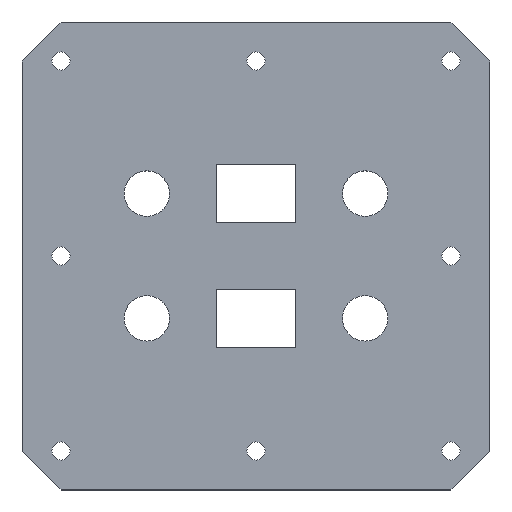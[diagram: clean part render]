
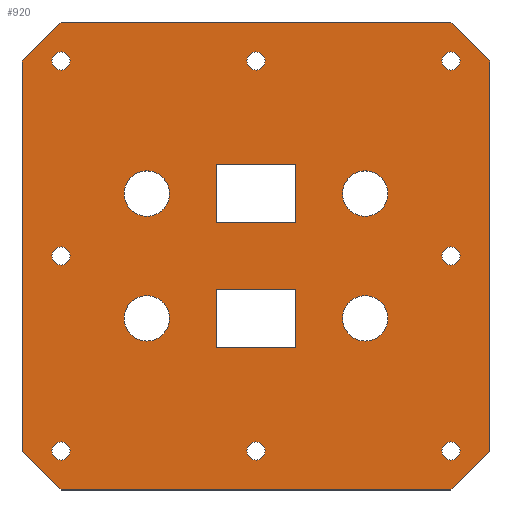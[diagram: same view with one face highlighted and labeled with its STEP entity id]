
A CAD part, top view. The second image highlights one B-rep face of the part: STEP entity #920.
In plain terms, the highlighted planar face has unit normal (0, 0, 1).
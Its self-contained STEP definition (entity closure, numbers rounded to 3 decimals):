
#33 = VERTEX_POINT('',#34);
#34 = CARTESIAN_POINT('',(-31.75,38.1,0.));
#51 = VERTEX_POINT('',#52);
#52 = CARTESIAN_POINT('',(31.75,38.1,0.));
#58 = EDGE_CURVE('',#33,#51,#59,.T.);
#59 = LINE('',#60,#61);
#60 = CARTESIAN_POINT('',(-31.75,38.1,0.));
#61 = VECTOR('',#62,1.);
#62 = DIRECTION('',(1.,0.,0.));
#82 = VERTEX_POINT('',#83);
#83 = CARTESIAN_POINT('',(38.1,31.75,0.));
#89 = EDGE_CURVE('',#51,#82,#90,.T.);
#90 = LINE('',#91,#92);
#91 = CARTESIAN_POINT('',(31.75,38.1,0.));
#92 = VECTOR('',#93,1.);
#93 = DIRECTION('',(0.707,-0.707,0.));
#113 = VERTEX_POINT('',#114);
#114 = CARTESIAN_POINT('',(38.1,-31.75,0.));
#120 = EDGE_CURVE('',#82,#113,#121,.T.);
#121 = LINE('',#122,#123);
#122 = CARTESIAN_POINT('',(38.1,31.75,0.));
#123 = VECTOR('',#124,1.);
#124 = DIRECTION('',(0.,-1.,0.));
#144 = VERTEX_POINT('',#145);
#145 = CARTESIAN_POINT('',(31.75,-38.1,0.));
#151 = EDGE_CURVE('',#113,#144,#152,.T.);
#152 = LINE('',#153,#154);
#153 = CARTESIAN_POINT('',(38.1,-31.75,0.));
#154 = VECTOR('',#155,1.);
#155 = DIRECTION('',(-0.707,-0.707,0.));
#175 = VERTEX_POINT('',#176);
#176 = CARTESIAN_POINT('',(-31.75,-38.1,0.));
#182 = EDGE_CURVE('',#144,#175,#183,.T.);
#183 = LINE('',#184,#185);
#184 = CARTESIAN_POINT('',(31.75,-38.1,0.));
#185 = VECTOR('',#186,1.);
#186 = DIRECTION('',(-1.,0.,0.));
#206 = VERTEX_POINT('',#207);
#207 = CARTESIAN_POINT('',(-38.1,-31.75,0.));
#213 = EDGE_CURVE('',#175,#206,#214,.T.);
#214 = LINE('',#215,#216);
#215 = CARTESIAN_POINT('',(-31.75,-38.1,0.));
#216 = VECTOR('',#217,1.);
#217 = DIRECTION('',(-0.707,0.707,0.));
#237 = VERTEX_POINT('',#238);
#238 = CARTESIAN_POINT('',(-38.1,31.75,0.));
#244 = EDGE_CURVE('',#206,#237,#245,.T.);
#245 = LINE('',#246,#247);
#246 = CARTESIAN_POINT('',(-38.1,-31.75,0.));
#247 = VECTOR('',#248,1.);
#248 = DIRECTION('',(0.,1.,0.));
#266 = EDGE_CURVE('',#237,#33,#267,.T.);
#267 = LINE('',#268,#269);
#268 = CARTESIAN_POINT('',(-38.1,31.75,0.));
#269 = VECTOR('',#270,1.);
#270 = DIRECTION('',(0.707,0.707,0.));
#281 = VERTEX_POINT('',#282);
#282 = CARTESIAN_POINT('',(33.223,31.75,0.));
#298 = EDGE_CURVE('',#281,#281,#299,.T.);
#299 = CIRCLE('',#300,1.473);
#300 = AXIS2_PLACEMENT_3D('',#301,#302,#303);
#301 = CARTESIAN_POINT('',(31.75,31.75,0.));
#302 = DIRECTION('',(0.,0.,-1.));
#303 = DIRECTION('',(1.,0.,0.));
#314 = VERTEX_POINT('',#315);
#315 = CARTESIAN_POINT('',(-30.277,31.75,0.));
#331 = EDGE_CURVE('',#314,#314,#332,.T.);
#332 = CIRCLE('',#333,1.473);
#333 = AXIS2_PLACEMENT_3D('',#334,#335,#336);
#334 = CARTESIAN_POINT('',(-31.75,31.75,0.));
#335 = DIRECTION('',(0.,0.,-1.));
#336 = DIRECTION('',(1.,0.,0.));
#347 = VERTEX_POINT('',#348);
#348 = CARTESIAN_POINT('',(-14.08,10.16,0.));
#364 = EDGE_CURVE('',#347,#347,#365,.T.);
#365 = CIRCLE('',#366,3.7);
#366 = AXIS2_PLACEMENT_3D('',#367,#368,#369);
#367 = CARTESIAN_POINT('',(-17.78,10.16,0.));
#368 = DIRECTION('',(0.,0.,-1.));
#369 = DIRECTION('',(1.,0.,0.));
#380 = VERTEX_POINT('',#381);
#381 = CARTESIAN_POINT('',(-30.277,0.,0.));
#397 = EDGE_CURVE('',#380,#380,#398,.T.);
#398 = CIRCLE('',#399,1.473);
#399 = AXIS2_PLACEMENT_3D('',#400,#401,#402);
#400 = CARTESIAN_POINT('',(-31.75,0.,0.));
#401 = DIRECTION('',(0.,0.,-1.));
#402 = DIRECTION('',(1.,0.,0.));
#413 = VERTEX_POINT('',#414);
#414 = CARTESIAN_POINT('',(33.223,0.,0.));
#430 = EDGE_CURVE('',#413,#413,#431,.T.);
#431 = CIRCLE('',#432,1.473);
#432 = AXIS2_PLACEMENT_3D('',#433,#434,#435);
#433 = CARTESIAN_POINT('',(31.75,0.,0.));
#434 = DIRECTION('',(0.,0.,-1.));
#435 = DIRECTION('',(1.,0.,0.));
#446 = VERTEX_POINT('',#447);
#447 = CARTESIAN_POINT('',(21.48,10.16,0.));
#463 = EDGE_CURVE('',#446,#446,#464,.T.);
#464 = CIRCLE('',#465,3.7);
#465 = AXIS2_PLACEMENT_3D('',#466,#467,#468);
#466 = CARTESIAN_POINT('',(17.78,10.16,0.));
#467 = DIRECTION('',(0.,0.,-1.));
#468 = DIRECTION('',(1.,0.,0.));
#479 = VERTEX_POINT('',#480);
#480 = CARTESIAN_POINT('',(-14.08,-10.16,0.));
#496 = EDGE_CURVE('',#479,#479,#497,.T.);
#497 = CIRCLE('',#498,3.7);
#498 = AXIS2_PLACEMENT_3D('',#499,#500,#501);
#499 = CARTESIAN_POINT('',(-17.78,-10.16,0.));
#500 = DIRECTION('',(0.,0.,-1.));
#501 = DIRECTION('',(1.,0.,0.));
#512 = VERTEX_POINT('',#513);
#513 = CARTESIAN_POINT('',(33.223,-31.75,0.));
#529 = EDGE_CURVE('',#512,#512,#530,.T.);
#530 = CIRCLE('',#531,1.473);
#531 = AXIS2_PLACEMENT_3D('',#532,#533,#534);
#532 = CARTESIAN_POINT('',(31.75,-31.75,0.));
#533 = DIRECTION('',(0.,0.,-1.));
#534 = DIRECTION('',(1.,0.,0.));
#545 = VERTEX_POINT('',#546);
#546 = CARTESIAN_POINT('',(-30.277,-31.75,0.));
#562 = EDGE_CURVE('',#545,#545,#563,.T.);
#563 = CIRCLE('',#564,1.473);
#564 = AXIS2_PLACEMENT_3D('',#565,#566,#567);
#565 = CARTESIAN_POINT('',(-31.75,-31.75,0.));
#566 = DIRECTION('',(0.,0.,-1.));
#567 = DIRECTION('',(1.,0.,0.));
#578 = VERTEX_POINT('',#579);
#579 = CARTESIAN_POINT('',(21.48,-10.16,0.));
#595 = EDGE_CURVE('',#578,#578,#596,.T.);
#596 = CIRCLE('',#597,3.7);
#597 = AXIS2_PLACEMENT_3D('',#598,#599,#600);
#598 = CARTESIAN_POINT('',(17.78,-10.16,0.));
#599 = DIRECTION('',(0.,0.,-1.));
#600 = DIRECTION('',(1.,0.,0.));
#611 = VERTEX_POINT('',#612);
#612 = CARTESIAN_POINT('',(1.473,31.75,0.));
#628 = EDGE_CURVE('',#611,#611,#629,.T.);
#629 = CIRCLE('',#630,1.473);
#630 = AXIS2_PLACEMENT_3D('',#631,#632,#633);
#631 = CARTESIAN_POINT('',(0.,31.75,0.));
#632 = DIRECTION('',(0.,0.,-1.));
#633 = DIRECTION('',(1.,0.,0.));
#644 = VERTEX_POINT('',#645);
#645 = CARTESIAN_POINT('',(1.473,-31.75,0.));
#661 = EDGE_CURVE('',#644,#644,#662,.T.);
#662 = CIRCLE('',#663,1.473);
#663 = AXIS2_PLACEMENT_3D('',#664,#665,#666);
#664 = CARTESIAN_POINT('',(0.,-31.75,0.));
#665 = DIRECTION('',(0.,0.,-1.));
#666 = DIRECTION('',(1.,0.,0.));
#677 = VERTEX_POINT('',#678);
#678 = CARTESIAN_POINT('',(6.501,5.41,0.));
#695 = VERTEX_POINT('',#696);
#696 = CARTESIAN_POINT('',(-6.501,5.41,0.));
#702 = EDGE_CURVE('',#677,#695,#703,.T.);
#703 = LINE('',#704,#705);
#704 = CARTESIAN_POINT('',(6.501,5.41,0.));
#705 = VECTOR('',#706,1.);
#706 = DIRECTION('',(-1.,0.,0.));
#726 = VERTEX_POINT('',#727);
#727 = CARTESIAN_POINT('',(-6.501,14.91,0.));
#733 = EDGE_CURVE('',#695,#726,#734,.T.);
#734 = LINE('',#735,#736);
#735 = CARTESIAN_POINT('',(-6.501,5.41,0.));
#736 = VECTOR('',#737,1.);
#737 = DIRECTION('',(0.,1.,0.));
#757 = VERTEX_POINT('',#758);
#758 = CARTESIAN_POINT('',(6.501,14.91,0.));
#764 = EDGE_CURVE('',#726,#757,#765,.T.);
#765 = LINE('',#766,#767);
#766 = CARTESIAN_POINT('',(-6.501,14.91,0.));
#767 = VECTOR('',#768,1.);
#768 = DIRECTION('',(1.,0.,0.));
#786 = EDGE_CURVE('',#757,#677,#787,.T.);
#787 = LINE('',#788,#789);
#788 = CARTESIAN_POINT('',(6.501,14.91,0.));
#789 = VECTOR('',#790,1.);
#790 = DIRECTION('',(0.,-1.,0.));
#801 = VERTEX_POINT('',#802);
#802 = CARTESIAN_POINT('',(6.501,-14.91,0.));
#819 = VERTEX_POINT('',#820);
#820 = CARTESIAN_POINT('',(-6.501,-14.91,0.));
#826 = EDGE_CURVE('',#801,#819,#827,.T.);
#827 = LINE('',#828,#829);
#828 = CARTESIAN_POINT('',(6.501,-14.91,0.));
#829 = VECTOR('',#830,1.);
#830 = DIRECTION('',(-1.,0.,0.));
#850 = VERTEX_POINT('',#851);
#851 = CARTESIAN_POINT('',(-6.501,-5.41,0.));
#857 = EDGE_CURVE('',#819,#850,#858,.T.);
#858 = LINE('',#859,#860);
#859 = CARTESIAN_POINT('',(-6.501,-14.91,0.));
#860 = VECTOR('',#861,1.);
#861 = DIRECTION('',(0.,1.,0.));
#881 = VERTEX_POINT('',#882);
#882 = CARTESIAN_POINT('',(6.501,-5.41,0.));
#888 = EDGE_CURVE('',#850,#881,#889,.T.);
#889 = LINE('',#890,#891);
#890 = CARTESIAN_POINT('',(-6.501,-5.41,0.));
#891 = VECTOR('',#892,1.);
#892 = DIRECTION('',(1.,0.,0.));
#910 = EDGE_CURVE('',#881,#801,#911,.T.);
#911 = LINE('',#912,#913);
#912 = CARTESIAN_POINT('',(6.501,-5.41,0.));
#913 = VECTOR('',#914,1.);
#914 = DIRECTION('',(0.,-1.,0.));
#920 = ADVANCED_FACE('',(#921,#931,#934,#937,#940,#943,#946,#949,#952,
    #955,#958,#961,#964,#967,#973),#979,.T.);
#921 = FACE_BOUND('',#922,.F.);
#922 = EDGE_LOOP('',(#923,#924,#925,#926,#927,#928,#929,#930));
#923 = ORIENTED_EDGE('',*,*,#58,.T.);
#924 = ORIENTED_EDGE('',*,*,#89,.T.);
#925 = ORIENTED_EDGE('',*,*,#120,.T.);
#926 = ORIENTED_EDGE('',*,*,#151,.T.);
#927 = ORIENTED_EDGE('',*,*,#182,.T.);
#928 = ORIENTED_EDGE('',*,*,#213,.T.);
#929 = ORIENTED_EDGE('',*,*,#244,.T.);
#930 = ORIENTED_EDGE('',*,*,#266,.T.);
#931 = FACE_BOUND('',#932,.F.);
#932 = EDGE_LOOP('',(#933));
#933 = ORIENTED_EDGE('',*,*,#298,.T.);
#934 = FACE_BOUND('',#935,.F.);
#935 = EDGE_LOOP('',(#936));
#936 = ORIENTED_EDGE('',*,*,#331,.T.);
#937 = FACE_BOUND('',#938,.F.);
#938 = EDGE_LOOP('',(#939));
#939 = ORIENTED_EDGE('',*,*,#364,.T.);
#940 = FACE_BOUND('',#941,.F.);
#941 = EDGE_LOOP('',(#942));
#942 = ORIENTED_EDGE('',*,*,#397,.T.);
#943 = FACE_BOUND('',#944,.F.);
#944 = EDGE_LOOP('',(#945));
#945 = ORIENTED_EDGE('',*,*,#430,.T.);
#946 = FACE_BOUND('',#947,.F.);
#947 = EDGE_LOOP('',(#948));
#948 = ORIENTED_EDGE('',*,*,#463,.T.);
#949 = FACE_BOUND('',#950,.F.);
#950 = EDGE_LOOP('',(#951));
#951 = ORIENTED_EDGE('',*,*,#496,.T.);
#952 = FACE_BOUND('',#953,.F.);
#953 = EDGE_LOOP('',(#954));
#954 = ORIENTED_EDGE('',*,*,#529,.T.);
#955 = FACE_BOUND('',#956,.F.);
#956 = EDGE_LOOP('',(#957));
#957 = ORIENTED_EDGE('',*,*,#562,.T.);
#958 = FACE_BOUND('',#959,.F.);
#959 = EDGE_LOOP('',(#960));
#960 = ORIENTED_EDGE('',*,*,#595,.T.);
#961 = FACE_BOUND('',#962,.F.);
#962 = EDGE_LOOP('',(#963));
#963 = ORIENTED_EDGE('',*,*,#628,.T.);
#964 = FACE_BOUND('',#965,.F.);
#965 = EDGE_LOOP('',(#966));
#966 = ORIENTED_EDGE('',*,*,#661,.T.);
#967 = FACE_BOUND('',#968,.F.);
#968 = EDGE_LOOP('',(#969,#970,#971,#972));
#969 = ORIENTED_EDGE('',*,*,#702,.T.);
#970 = ORIENTED_EDGE('',*,*,#733,.T.);
#971 = ORIENTED_EDGE('',*,*,#764,.T.);
#972 = ORIENTED_EDGE('',*,*,#786,.T.);
#973 = FACE_BOUND('',#974,.F.);
#974 = EDGE_LOOP('',(#975,#976,#977,#978));
#975 = ORIENTED_EDGE('',*,*,#826,.T.);
#976 = ORIENTED_EDGE('',*,*,#857,.T.);
#977 = ORIENTED_EDGE('',*,*,#888,.T.);
#978 = ORIENTED_EDGE('',*,*,#910,.T.);
#979 = PLANE('',#980);
#980 = AXIS2_PLACEMENT_3D('',#981,#982,#983);
#981 = CARTESIAN_POINT('',(-31.75,38.1,0.));
#982 = DIRECTION('',(0.,0.,1.));
#983 = DIRECTION('',(1.,0.,0.));
